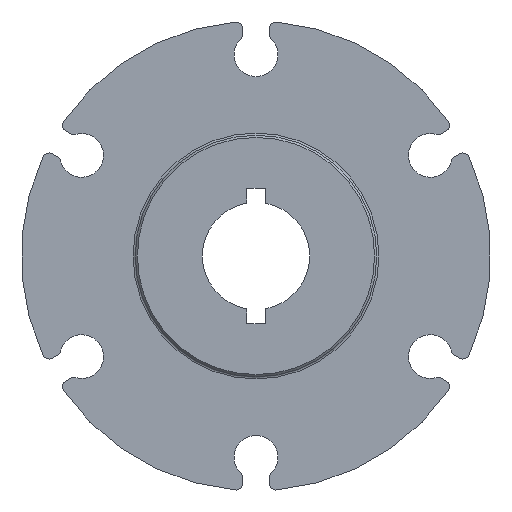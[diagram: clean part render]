
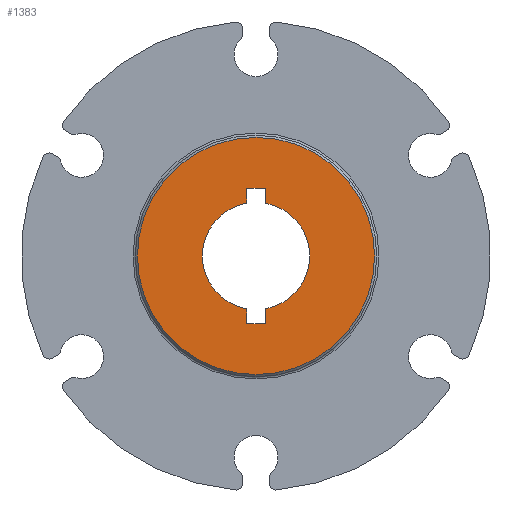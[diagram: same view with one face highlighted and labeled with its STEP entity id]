
A CAD part, front view. The second image highlights one B-rep face of the part: STEP entity #1383.
In plain terms, the highlighted planar face has unit normal (0, -1, 0).
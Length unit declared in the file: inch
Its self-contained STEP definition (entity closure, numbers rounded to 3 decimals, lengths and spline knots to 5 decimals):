
#65=FACE_BOUND('',#389,.T.);
#76=LINE('',#2185,#179);
#81=LINE('',#2220,#184);
#84=LINE('',#2230,#187);
#88=LINE('',#2240,#191);
#90=LINE('',#2246,#193);
#91=LINE('',#2252,#194);
#179=VECTOR('',#1683,0.3937);
#184=VECTOR('',#1698,0.3937);
#187=VECTOR('',#1711,0.3937);
#191=VECTOR('',#1721,0.3937);
#193=VECTOR('',#1729,0.3937);
#194=VECTOR('',#1736,0.3937);
#281=PLANE('',#1493);
#311=FACE_OUTER_BOUND('',#388,.T.);
#388=EDGE_LOOP('',(#996));
#389=EDGE_LOOP('',(#997,#998,#999,#1000,#1001,#1002,#1003,#1004,#1005,#1006,
#1007,#1008));
#464=CIRCLE('',#1480,0.25);
#465=CIRCLE('',#1483,0.005);
#466=CIRCLE('',#1485,0.005);
#467=CIRCLE('',#1488,0.005);
#468=CIRCLE('',#1491,0.005);
#469=CIRCLE('',#1494,0.5525);
#470=CIRCLE('',#1495,0.25);
#584=VERTEX_POINT('',#2182);
#585=VERTEX_POINT('',#2184);
#588=VERTEX_POINT('',#2212);
#589=VERTEX_POINT('',#2214);
#590=VERTEX_POINT('',#2218);
#591=VERTEX_POINT('',#2222);
#592=VERTEX_POINT('',#2226);
#593=VERTEX_POINT('',#2232);
#594=VERTEX_POINT('',#2234);
#595=VERTEX_POINT('',#2238);
#596=VERTEX_POINT('',#2242);
#597=VERTEX_POINT('',#2248);
#598=VERTEX_POINT('',#2250);
#732=EDGE_CURVE('',#585,#584,#76,.T.);
#738=EDGE_CURVE('',#589,#588,#464,.T.);
#741=EDGE_CURVE('',#588,#590,#81,.T.);
#742=EDGE_CURVE('',#585,#591,#465,.T.);
#745=EDGE_CURVE('',#592,#590,#466,.T.);
#746=EDGE_CURVE('',#592,#591,#84,.T.);
#748=EDGE_CURVE('',#593,#594,#467,.T.);
#751=EDGE_CURVE('',#593,#595,#88,.T.);
#753=EDGE_CURVE('',#596,#595,#468,.T.);
#754=EDGE_CURVE('',#596,#589,#90,.T.);
#755=EDGE_CURVE('',#597,#597,#469,.T.);
#756=EDGE_CURVE('',#584,#598,#470,.T.);
#757=EDGE_CURVE('',#598,#594,#91,.T.);
#996=ORIENTED_EDGE('',*,*,#755,.F.);
#997=ORIENTED_EDGE('',*,*,#741,.T.);
#998=ORIENTED_EDGE('',*,*,#745,.F.);
#999=ORIENTED_EDGE('',*,*,#746,.T.);
#1000=ORIENTED_EDGE('',*,*,#742,.F.);
#1001=ORIENTED_EDGE('',*,*,#732,.T.);
#1002=ORIENTED_EDGE('',*,*,#756,.T.);
#1003=ORIENTED_EDGE('',*,*,#757,.T.);
#1004=ORIENTED_EDGE('',*,*,#748,.F.);
#1005=ORIENTED_EDGE('',*,*,#751,.T.);
#1006=ORIENTED_EDGE('',*,*,#753,.F.);
#1007=ORIENTED_EDGE('',*,*,#754,.T.);
#1008=ORIENTED_EDGE('',*,*,#738,.T.);
#1383=ADVANCED_FACE('',(#311,#65),#281,.F.);
#1480=AXIS2_PLACEMENT_3D('',#2215,#1692,#1693);
#1483=AXIS2_PLACEMENT_3D('',#2223,#1701,#1702);
#1485=AXIS2_PLACEMENT_3D('',#2228,#1707,#1708);
#1488=AXIS2_PLACEMENT_3D('',#2235,#1715,#1716);
#1491=AXIS2_PLACEMENT_3D('',#2244,#1725,#1726);
#1493=AXIS2_PLACEMENT_3D('',#2247,#1730,#1731);
#1494=AXIS2_PLACEMENT_3D('',#2249,#1732,#1733);
#1495=AXIS2_PLACEMENT_3D('',#2251,#1734,#1735);
#1683=DIRECTION('',(0.,0.,-1.));
#1692=DIRECTION('center_axis',(0.,1.,0.));
#1693=DIRECTION('ref_axis',(1.,0.,0.));
#1698=DIRECTION('',(0.,0.,1.));
#1701=DIRECTION('center_axis',(0.,-1.,0.));
#1702=DIRECTION('ref_axis',(0.707,0.,0.707));
#1707=DIRECTION('center_axis',(0.,-1.,0.));
#1708=DIRECTION('ref_axis',(-0.707,0.,0.707));
#1711=DIRECTION('',(1.,0.,0.));
#1715=DIRECTION('center_axis',(0.,-1.,0.));
#1716=DIRECTION('ref_axis',(0.707,0.,-0.707));
#1721=DIRECTION('',(-1.,0.,0.));
#1725=DIRECTION('center_axis',(0.,-1.,0.));
#1726=DIRECTION('ref_axis',(-0.707,0.,-0.707));
#1729=DIRECTION('',(0.,0.,1.));
#1730=DIRECTION('center_axis',(0.,1.,0.));
#1731=DIRECTION('ref_axis',(0.,0.,1.));
#1732=DIRECTION('center_axis',(0.,1.,0.));
#1733=DIRECTION('ref_axis',(-1.,0.,0.));
#1734=DIRECTION('center_axis',(0.,1.,0.));
#1735=DIRECTION('ref_axis',(1.,0.,0.));
#1736=DIRECTION('',(0.,0.,-1.));
#2182=CARTESIAN_POINT('',(0.04478,-0.215,0.24596));
#2184=CARTESIAN_POINT('',(0.04478,-0.215,0.31));
#2185=CARTESIAN_POINT('',(0.04478,-0.215,0.1575));
#2212=CARTESIAN_POINT('',(-0.04414,-0.215,0.24607));
#2214=CARTESIAN_POINT('',(-0.04414,-0.215,-0.24607));
#2215=CARTESIAN_POINT('Origin',(0.,-0.215,0.));
#2218=CARTESIAN_POINT('',(-0.04414,-0.215,0.31));
#2220=CARTESIAN_POINT('',(-0.04414,-0.215,0.12304));
#2222=CARTESIAN_POINT('',(0.03978,-0.215,0.315));
#2223=CARTESIAN_POINT('Origin',(0.03978,-0.215,0.31));
#2226=CARTESIAN_POINT('',(-0.03914,-0.215,0.315));
#2228=CARTESIAN_POINT('Origin',(-0.03914,-0.215,0.31));
#2230=CARTESIAN_POINT('',(-0.02207,-0.215,0.315));
#2232=CARTESIAN_POINT('',(0.03978,-0.215,-0.315));
#2234=CARTESIAN_POINT('',(0.04478,-0.215,-0.31));
#2235=CARTESIAN_POINT('Origin',(0.03978,-0.215,-0.31));
#2238=CARTESIAN_POINT('',(-0.03914,-0.215,-0.315));
#2240=CARTESIAN_POINT('',(-0.02207,-0.215,-0.315));
#2242=CARTESIAN_POINT('',(-0.04414,-0.215,-0.31));
#2244=CARTESIAN_POINT('Origin',(-0.03914,-0.215,-0.31));
#2246=CARTESIAN_POINT('',(-0.04414,-0.215,-0.12304));
#2247=CARTESIAN_POINT('Origin',(0.,-0.215,0.));
#2248=CARTESIAN_POINT('',(0.5525,-0.215,0.));
#2249=CARTESIAN_POINT('Origin',(0.,-0.215,0.));
#2250=CARTESIAN_POINT('',(0.04478,-0.215,-0.24596));
#2251=CARTESIAN_POINT('Origin',(0.,-0.215,0.));
#2252=CARTESIAN_POINT('',(0.04478,-0.215,-0.1575));
